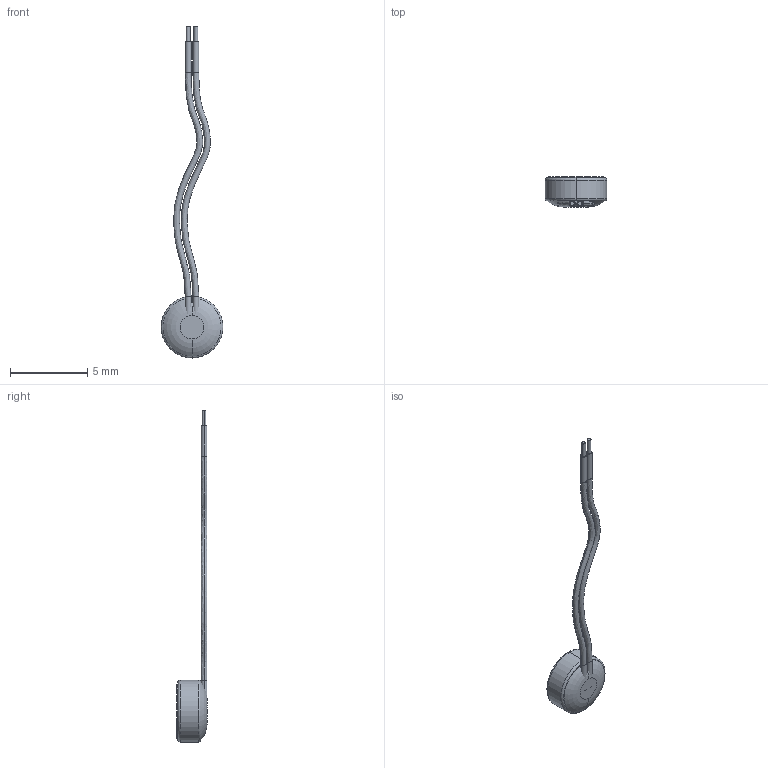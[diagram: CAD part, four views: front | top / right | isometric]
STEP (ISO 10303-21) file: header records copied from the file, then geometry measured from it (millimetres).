
FILE_DESCRIPTION (( 'STEP AP203' ), '1' );
FILE_NAME ('EM4015LW-38C10nF.STEP', '2017-06-01T19:18:23', ( 'Gem' ), ( '' ), 'SwSTEP 2.0', 'SolidWorks 2013', '' );
FILE_SCHEMA (( 'CONFIG_CONTROL_DESIGN' ));
Length unit declared in the file: millimetre
Products named in the file (1): EM4015LW-38C10nF
Bounding box: 4 x 1.96 x 21.5 mm (x, y, z)
Volume: 26.2 mm3; surface area: 139.2 mm2
Topology: 9 solids, 9 shells, 59 faces, 108 edges, 68 vertices
Faces by surface type: cylinder 22, plane 19, torus 14, bspline 4
Entity records: 2259 total; most frequent: CARTESIAN_POINT 984, DIRECTION 286, ORIENTED_EDGE 216, AXIS2_PLACEMENT_3D 130, EDGE_CURVE 108, CIRCLE 74, VERTEX_POINT 68, EDGE_LOOP 60
